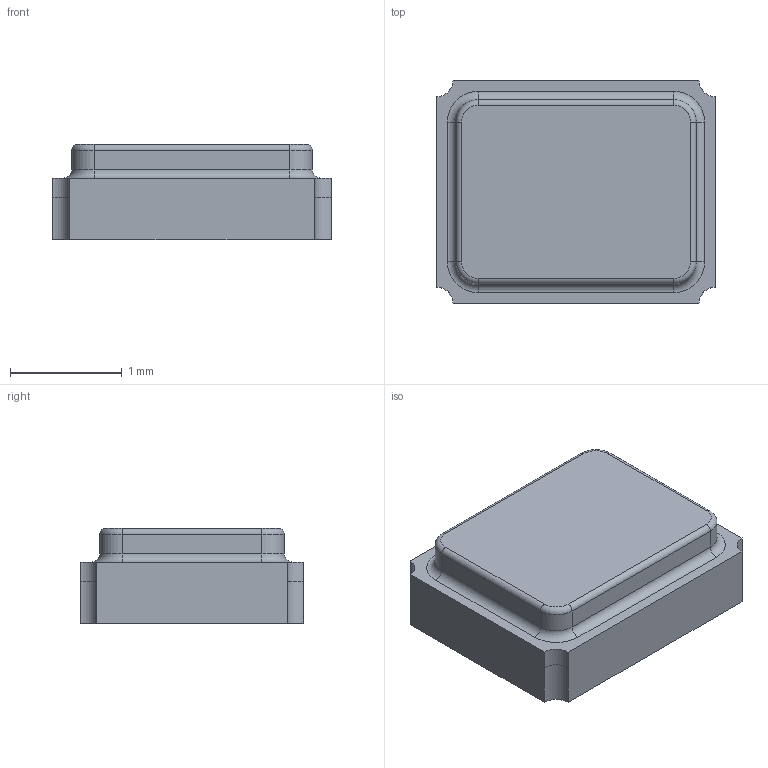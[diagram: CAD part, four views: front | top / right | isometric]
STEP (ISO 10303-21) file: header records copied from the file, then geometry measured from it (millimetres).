
FILE_DESCRIPTION(/* description */ (''),/* implementation_level */ '2;1');
FILE_NAME(/* name */ 'Epson TG2520SMN.step',/* time_stamp */ '2024-07-25T03:59:18+01:00',/* author */ (''),/* organization */ (''),/* preprocessor_version */ 'ST-DEVELOPER v20',/* originating_system */ 'Autodesk Translation Framework v13.14.0.145',/* authorisation */ '');
FILE_SCHEMA (('AUTOMOTIVE_DESIGN { 1 0 10303 214 3 1 1 }'));
Length unit declared in the file: millimetre
Products named in the file (1): Epson TG2520SMN
Bounding box: 2.5 x 2 x 0.85 mm (x, y, z)
Volume: 3.8 mm3; surface area: 16.5 mm2
Topology: 1 solids, 1 shells, 72 faces, 191 edges, 122 vertices
Faces by surface type: plane 40, cylinder 24, torus 8
Entity records: 2292 total; most frequent: DIRECTION 389, CARTESIAN_POINT 386, ORIENTED_EDGE 382, EDGE_CURVE 191, LINE 139, VECTOR 139, AXIS2_PLACEMENT_3D 125, VERTEX_POINT 122
